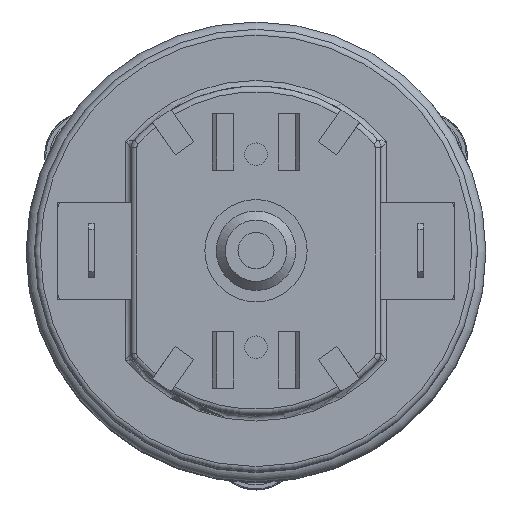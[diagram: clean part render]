
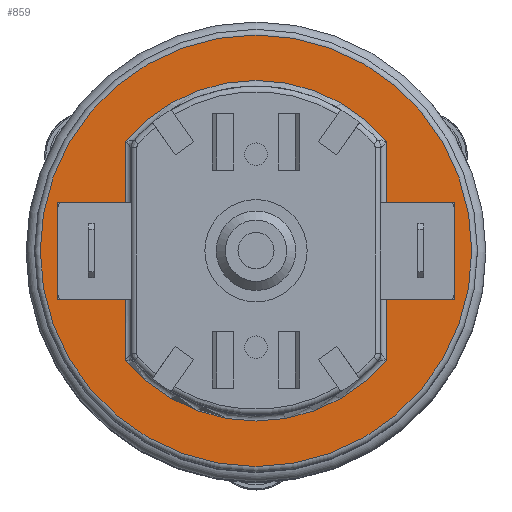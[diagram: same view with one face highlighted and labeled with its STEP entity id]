
A CAD part, top view. The second image highlights one B-rep face of the part: STEP entity #859.
In plain terms, the highlighted planar face has unit normal (0, 0, 1).
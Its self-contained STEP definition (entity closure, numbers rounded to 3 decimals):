
#417=FACE_BOUND('',#1729,.T.);
#615=PLANE('',#6641);
#859=ADVANCED_FACE('',(#417,#1353),#615,.T.);
#1353=FACE_OUTER_BOUND('',#1730,.T.);
#1729=EDGE_LOOP('',(#3314,#3315,#3316,#3317,#3318,#3319,#3320,#3321,#3322,
#3323,#3324,#3325));
#1730=EDGE_LOOP('',(#3326));
#2264=LINE('',#9518,#2677);
#2265=LINE('',#9520,#2678);
#2266=LINE('',#9522,#2679);
#2267=LINE('',#9524,#2680);
#2268=LINE('',#9526,#2681);
#2269=LINE('',#9530,#2682);
#2270=LINE('',#9532,#2683);
#2271=LINE('',#9534,#2684);
#2272=LINE('',#9536,#2685);
#2273=LINE('',#9538,#2686);
#2677=VECTOR('',#7608,1.);
#2678=VECTOR('',#7609,1.);
#2679=VECTOR('',#7610,1.);
#2680=VECTOR('',#7611,1.);
#2681=VECTOR('',#7612,1.);
#2682=VECTOR('',#7615,1.);
#2683=VECTOR('',#7616,1.);
#2684=VECTOR('',#7617,1.);
#2685=VECTOR('',#7618,1.);
#2686=VECTOR('',#7619,1.);
#3314=ORIENTED_EDGE('',*,*,#5507,.T.);
#3315=ORIENTED_EDGE('',*,*,#5508,.T.);
#3316=ORIENTED_EDGE('',*,*,#5509,.T.);
#3317=ORIENTED_EDGE('',*,*,#5510,.F.);
#3318=ORIENTED_EDGE('',*,*,#5511,.F.);
#3319=ORIENTED_EDGE('',*,*,#5512,.T.);
#3320=ORIENTED_EDGE('',*,*,#5513,.T.);
#3321=ORIENTED_EDGE('',*,*,#5514,.T.);
#3322=ORIENTED_EDGE('',*,*,#5515,.F.);
#3323=ORIENTED_EDGE('',*,*,#5516,.T.);
#3324=ORIENTED_EDGE('',*,*,#5517,.T.);
#3325=ORIENTED_EDGE('',*,*,#5518,.T.);
#3326=ORIENTED_EDGE('',*,*,#5519,.T.);
#4867=VERTEX_POINT('',#9516);
#4868=VERTEX_POINT('',#9517);
#4869=VERTEX_POINT('',#9519);
#4870=VERTEX_POINT('',#9521);
#4871=VERTEX_POINT('',#9523);
#4872=VERTEX_POINT('',#9525);
#4873=VERTEX_POINT('',#9527);
#4874=VERTEX_POINT('',#9529);
#4875=VERTEX_POINT('',#9531);
#4876=VERTEX_POINT('',#9533);
#4877=VERTEX_POINT('',#9535);
#4878=VERTEX_POINT('',#9537);
#4879=VERTEX_POINT('',#9540);
#5507=EDGE_CURVE('',#4867,#4868,#6250,.T.);
#5508=EDGE_CURVE('',#4868,#4869,#2264,.T.);
#5509=EDGE_CURVE('',#4869,#4870,#2265,.T.);
#5510=EDGE_CURVE('',#4871,#4870,#2266,.T.);
#5511=EDGE_CURVE('',#4872,#4871,#2267,.T.);
#5512=EDGE_CURVE('',#4872,#4873,#2268,.T.);
#5513=EDGE_CURVE('',#4873,#4874,#6251,.T.);
#5514=EDGE_CURVE('',#4874,#4875,#2269,.T.);
#5515=EDGE_CURVE('',#4876,#4875,#2270,.T.);
#5516=EDGE_CURVE('',#4876,#4877,#2271,.T.);
#5517=EDGE_CURVE('',#4877,#4878,#2272,.T.);
#5518=EDGE_CURVE('',#4878,#4867,#2273,.T.);
#5519=EDGE_CURVE('',#4879,#4879,#6252,.T.);
#6250=CIRCLE('',#6638,14.996);
#6251=CIRCLE('',#6639,15.);
#6252=CIRCLE('',#6640,19.);
#6638=AXIS2_PLACEMENT_3D('',#9515,#7606,#7607);
#6639=AXIS2_PLACEMENT_3D('',#9528,#7613,#7614);
#6640=AXIS2_PLACEMENT_3D('',#9539,#7620,#7621);
#6641=AXIS2_PLACEMENT_3D('',#9541,#7622,#7623);
#7606=DIRECTION('',(0.,0.,-1.));
#7607=DIRECTION('',(0.,-1.,0.));
#7608=DIRECTION('',(0.,1.,0.));
#7609=DIRECTION('',(-1.,0.,0.));
#7610=DIRECTION('',(0.,-1.,0.));
#7611=DIRECTION('',(-1.,0.,0.));
#7612=DIRECTION('',(0.,1.,0.));
#7613=DIRECTION('',(0.,0.,-1.));
#7614=DIRECTION('',(0.,-1.,0.));
#7615=DIRECTION('',(0.,-1.,0.));
#7616=DIRECTION('',(-1.,0.,0.));
#7617=DIRECTION('',(0.,-1.,0.));
#7618=DIRECTION('',(-1.,0.,0.));
#7619=DIRECTION('',(0.,-1.,0.));
#7620=DIRECTION('',(0.,0.,1.));
#7621=DIRECTION('',(0.,-1.,0.));
#7622=DIRECTION('',(0.,0.,1.));
#7623=DIRECTION('',(0.,-1.,0.));
#9515=CARTESIAN_POINT('',(19.5,19.5,79.2));
#9516=CARTESIAN_POINT('',(31.,9.876,79.2));
#9517=CARTESIAN_POINT('',(8.,9.876,79.2));
#9518=CARTESIAN_POINT('',(8.,15.25,79.2));
#9519=CARTESIAN_POINT('',(8.,15.25,79.2));
#9520=CARTESIAN_POINT('',(8.5,15.25,79.2));
#9521=CARTESIAN_POINT('',(2.,15.25,79.2));
#9522=CARTESIAN_POINT('',(2.,23.75,79.2));
#9523=CARTESIAN_POINT('',(2.,23.75,79.2));
#9524=CARTESIAN_POINT('',(8.5,23.75,79.2));
#9525=CARTESIAN_POINT('',(8.,23.75,79.2));
#9526=CARTESIAN_POINT('',(8.,28.947,79.2));
#9527=CARTESIAN_POINT('',(8.,29.131,79.2));
#9528=CARTESIAN_POINT('',(19.5,19.5,79.2));
#9529=CARTESIAN_POINT('',(31.,29.131,79.2));
#9530=CARTESIAN_POINT('',(31.,19.5,79.2));
#9531=CARTESIAN_POINT('',(31.,23.75,79.2));
#9532=CARTESIAN_POINT('',(37.,23.75,79.2));
#9533=CARTESIAN_POINT('',(37.,23.75,79.2));
#9534=CARTESIAN_POINT('',(37.,23.75,79.2));
#9535=CARTESIAN_POINT('',(37.,15.25,79.2));
#9536=CARTESIAN_POINT('',(37.,15.25,79.2));
#9537=CARTESIAN_POINT('',(31.,15.25,79.2));
#9538=CARTESIAN_POINT('',(31.,19.5,79.2));
#9539=CARTESIAN_POINT('',(19.5,19.5,79.2));
#9540=CARTESIAN_POINT('',(19.5,0.5,79.2));
#9541=CARTESIAN_POINT('',(19.5,19.5,79.2));
